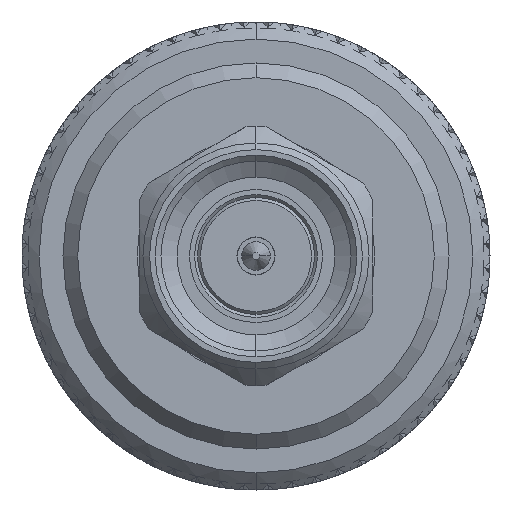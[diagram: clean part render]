
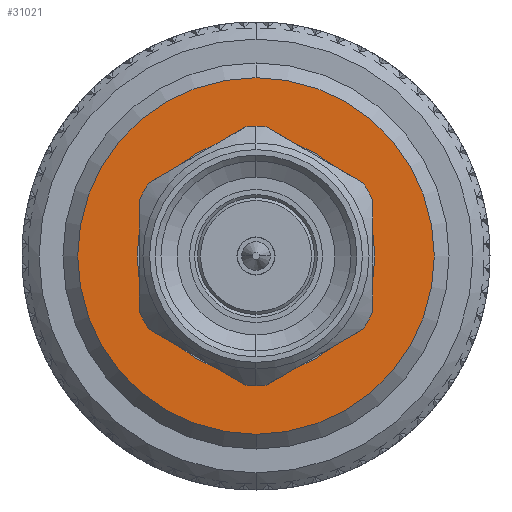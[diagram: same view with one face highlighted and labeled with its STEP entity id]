
A CAD part, left-side view. The second image highlights one B-rep face of the part: STEP entity #31021.
In plain terms, the highlighted face is planar.
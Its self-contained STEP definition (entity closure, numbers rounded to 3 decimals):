
#564 = CARTESIAN_POINT ( 'NONE',  ( 19.694, 0., 0. ) ) ;
#1125 = AXIS2_PLACEMENT_3D ( 'NONE', #11402, #33902, #4018 ) ;
#2982 = ORIENTED_EDGE ( 'NONE', *, *, #7792, .T. ) ;
#4018 = DIRECTION ( 'NONE',  ( 0., 0., -1. ) ) ;
#5924 = EDGE_LOOP ( 'NONE', ( #55812, #44616 ) ) ;
#7792 = EDGE_CURVE ( 'NONE', #8561, #40089, #25750, .T. ) ;
#8197 = CIRCLE ( 'NONE', #1125, 6.099 ) ;
#8561 = VERTEX_POINT ( 'NONE', #25252 ) ;
#10582 = AXIS2_PLACEMENT_3D ( 'NONE', #29840, #53844, #48291 ) ;
#11402 = CARTESIAN_POINT ( 'NONE',  ( 19.694, 0., 0. ) ) ;
#11622 = DIRECTION ( 'NONE',  ( 0., 0., -1. ) ) ;
#12671 = EDGE_CURVE ( 'NONE', #30025, #67616, #29443, .T. ) ;
#13095 = ORIENTED_EDGE ( 'NONE', *, *, #18589, .T. ) ;
#14575 = DIRECTION ( 'NONE',  ( 1., 0., 0. ) ) ;
#18589 = EDGE_CURVE ( 'NONE', #40089, #8561, #8197, .T. ) ;
#21975 = CARTESIAN_POINT ( 'NONE',  ( 19.694, 6.099, 0. ) ) ;
#25252 = CARTESIAN_POINT ( 'NONE',  ( 19.694, 0., -6.099 ) ) ;
#25750 = CIRCLE ( 'NONE', #67163, 6.099 ) ;
#27142 = DIRECTION ( 'NONE',  ( 1., 0., 0. ) ) ;
#29443 = CIRCLE ( 'NONE', #10582, 2.25 ) ;
#29840 = CARTESIAN_POINT ( 'NONE',  ( 19.694, 0., 0. ) ) ;
#30025 = VERTEX_POINT ( 'NONE', #34634 ) ;
#31021 = ADVANCED_FACE ( 'NONE', ( #72692, #62270 ), #50429, .T. ) ;
#33801 = DIRECTION ( 'NONE',  ( 0., 0., -1. ) ) ;
#33902 = DIRECTION ( 'NONE',  ( 1., 0., 0. ) ) ;
#34634 = CARTESIAN_POINT ( 'NONE',  ( 19.694, 0., 2.25 ) ) ;
#40089 = VERTEX_POINT ( 'NONE', #65034 ) ;
#44616 = ORIENTED_EDGE ( 'NONE', *, *, #12671, .F. ) ;
#46562 = EDGE_LOOP ( 'NONE', ( #13095, #2982 ) ) ;
#48291 = DIRECTION ( 'NONE',  ( 0., 0., -1. ) ) ;
#50429 = PLANE ( 'NONE',  #70007 ) ;
#51233 = AXIS2_PLACEMENT_3D ( 'NONE', #564, #51551, #33801 ) ;
#51282 = CIRCLE ( 'NONE', #51233, 2.25 ) ;
#51551 = DIRECTION ( 'NONE',  ( 1., 0., 0. ) ) ;
#53767 = CARTESIAN_POINT ( 'NONE',  ( 19.694, 0., 0. ) ) ;
#53844 = DIRECTION ( 'NONE',  ( 1., 0., 0. ) ) ;
#55812 = ORIENTED_EDGE ( 'NONE', *, *, #64534, .F. ) ;
#57873 = DIRECTION ( 'NONE',  ( 0., 0., -1. ) ) ;
#62270 = FACE_BOUND ( 'NONE', #5924, .T. ) ;
#64534 = EDGE_CURVE ( 'NONE', #67616, #30025, #51282, .T. ) ;
#65034 = CARTESIAN_POINT ( 'NONE',  ( 19.694, 0., 6.099 ) ) ;
#66117 = CARTESIAN_POINT ( 'NONE',  ( 19.694, 0., -2.25 ) ) ;
#67163 = AXIS2_PLACEMENT_3D ( 'NONE', #53767, #14575, #57873 ) ;
#67616 = VERTEX_POINT ( 'NONE', #66117 ) ;
#70007 = AXIS2_PLACEMENT_3D ( 'NONE', #21975, #27142, #11622 ) ;
#72692 = FACE_OUTER_BOUND ( 'NONE', #46562, .T. ) ;
